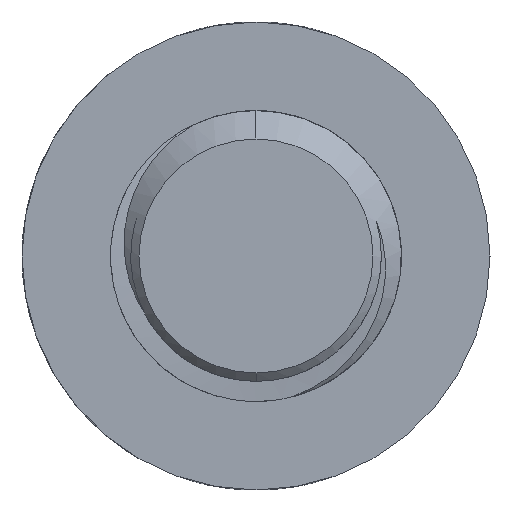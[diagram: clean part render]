
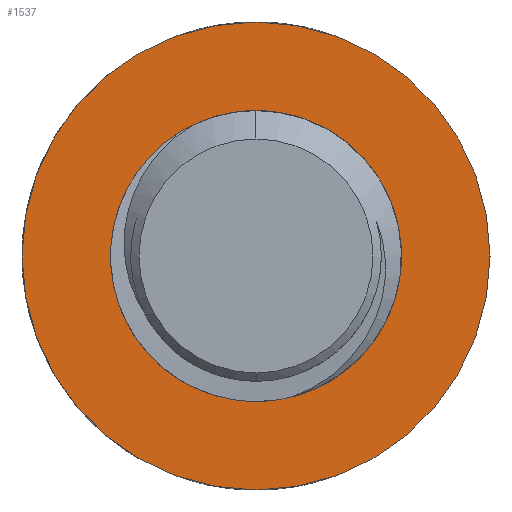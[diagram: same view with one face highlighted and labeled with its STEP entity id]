
A CAD part, left-side view. The second image highlights one B-rep face of the part: STEP entity #1537.
In plain terms, the highlighted planar face has unit normal (-1, 0, 0).
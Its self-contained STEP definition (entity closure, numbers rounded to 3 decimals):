
#31 = CIRCLE ( 'NONE', #1396, 7.4 ) ;
#129 = EDGE_CURVE ( 'NONE', #1133, #1402, #845, .T. ) ;
#256 = DIRECTION ( 'NONE',  ( 0., 0., -1. ) ) ;
#288 = DIRECTION ( 'NONE',  ( -1., 0., 0. ) ) ;
#337 = DIRECTION ( 'NONE',  ( -1., 0., 0. ) ) ;
#386 = AXIS2_PLACEMENT_3D ( 'NONE', #791, #337, #1235 ) ;
#686 = EDGE_CURVE ( 'NONE', #1402, #1133, #1255, .T. ) ;
#791 = CARTESIAN_POINT ( 'NONE',  ( -77.28, 0., 0. ) ) ;
#845 = CIRCLE ( 'NONE', #2426, 14. ) ;
#974 = CARTESIAN_POINT ( 'NONE',  ( -77.28, 0., 0. ) ) ;
#1133 = VERTEX_POINT ( 'NONE', #2089 ) ;
#1175 = EDGE_LOOP ( 'NONE', ( #1798, #2731 ) ) ;
#1235 = DIRECTION ( 'NONE',  ( 0., 0., 1. ) ) ;
#1255 = CIRCLE ( 'NONE', #1391, 14. ) ;
#1340 = CARTESIAN_POINT ( 'NONE',  ( -77.28, 8.7, 0. ) ) ;
#1350 = AXIS2_PLACEMENT_3D ( 'NONE', #1340, #2191, #256 ) ;
#1391 = AXIS2_PLACEMENT_3D ( 'NONE', #2053, #2514, #1871 ) ;
#1396 = AXIS2_PLACEMENT_3D ( 'NONE', #974, #288, #1794 ) ;
#1397 = VERTEX_POINT ( 'NONE', #1405 ) ;
#1399 = FACE_OUTER_BOUND ( 'NONE', #1175, .T. ) ;
#1402 = VERTEX_POINT ( 'NONE', #2485 ) ;
#1405 = CARTESIAN_POINT ( 'NONE',  ( -77.28, 0., 7.4 ) ) ;
#1410 = ORIENTED_EDGE ( 'NONE', *, *, #1433, .F. ) ;
#1415 = DIRECTION ( 'NONE',  ( -1., 0., 0. ) ) ;
#1433 = EDGE_CURVE ( 'NONE', #2757, #1397, #31, .T. ) ;
#1537 = ADVANCED_FACE ( 'NONE', ( #1399, #1556 ), #2413, .F. ) ;
#1556 = FACE_BOUND ( 'NONE', #1712, .T. ) ;
#1568 = ORIENTED_EDGE ( 'NONE', *, *, #1830, .F. ) ;
#1712 = EDGE_LOOP ( 'NONE', ( #1410, #1568 ) ) ;
#1794 = DIRECTION ( 'NONE',  ( 0., 0., 1. ) ) ;
#1798 = ORIENTED_EDGE ( 'NONE', *, *, #129, .T. ) ;
#1830 = EDGE_CURVE ( 'NONE', #1397, #2757, #2689, .T. ) ;
#1871 = DIRECTION ( 'NONE',  ( 0., 0., 1. ) ) ;
#2053 = CARTESIAN_POINT ( 'NONE',  ( -77.28, 0., 0. ) ) ;
#2089 = CARTESIAN_POINT ( 'NONE',  ( -77.28, 0., 14. ) ) ;
#2191 = DIRECTION ( 'NONE',  ( 1., 0., 0. ) ) ;
#2235 = CARTESIAN_POINT ( 'NONE',  ( -77.28, 0., -7.4 ) ) ;
#2257 = DIRECTION ( 'NONE',  ( 0., 0., 1. ) ) ;
#2413 = PLANE ( 'NONE',  #1350 ) ;
#2426 = AXIS2_PLACEMENT_3D ( 'NONE', #2480, #1415, #2257 ) ;
#2480 = CARTESIAN_POINT ( 'NONE',  ( -77.28, 0., 0. ) ) ;
#2485 = CARTESIAN_POINT ( 'NONE',  ( -77.28, 0., -14. ) ) ;
#2514 = DIRECTION ( 'NONE',  ( -1., 0., 0. ) ) ;
#2689 = CIRCLE ( 'NONE', #386, 7.4 ) ;
#2731 = ORIENTED_EDGE ( 'NONE', *, *, #686, .T. ) ;
#2757 = VERTEX_POINT ( 'NONE', #2235 ) ;
